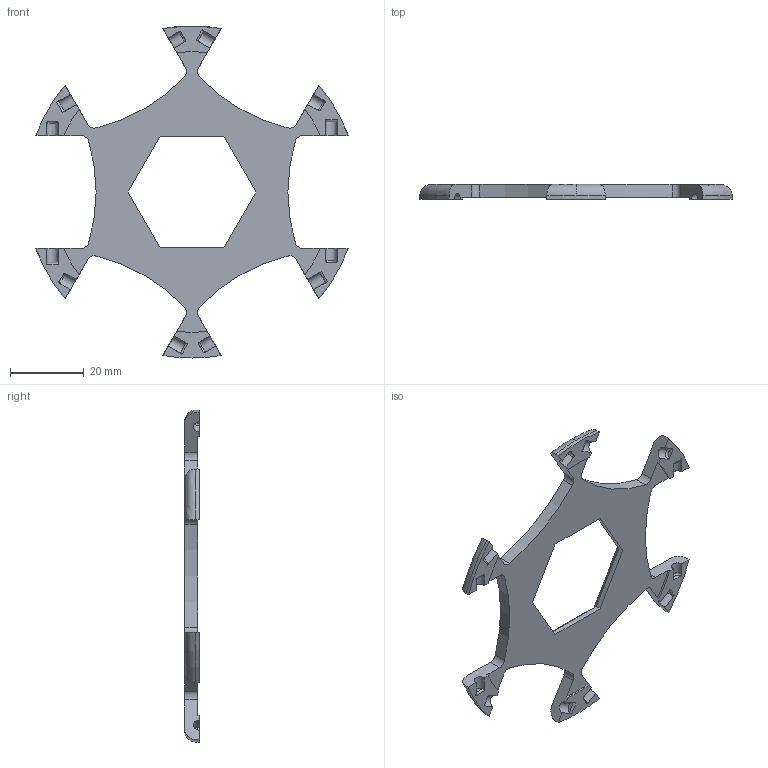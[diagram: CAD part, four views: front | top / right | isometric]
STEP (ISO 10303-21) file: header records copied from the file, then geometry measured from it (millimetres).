
FILE_DESCRIPTION (( 'STEP AP214' ), '1' );
FILE_NAME ('OmniWheel_Star_2.STEP', '2025-04-12T09:54:30', ( '' ), ( '' ), 'SwSTEP 2.0', 'SolidWorks 2021', '' );
FILE_SCHEMA (( 'AUTOMOTIVE_DESIGN' ));
Length unit declared in the file: millimetre
Products named in the file (1): OmniWheel_Star_2
Bounding box: 84.64 x 4 x 90 mm (x, y, z)
Volume: 8121.9 mm3; surface area: 6663.8 mm2
Topology: 1 solids, 1 shells, 109 faces, 315 edges, 208 vertices
Faces by surface type: cylinder 52, plane 44, torus 13
Entity records: 3886 total; most frequent: CARTESIAN_POINT 909, DIRECTION 630, ORIENTED_EDGE 630, EDGE_CURVE 315, AXIS2_PLACEMENT_3D 229, VERTEX_POINT 208, VECTOR 172, LINE 172
